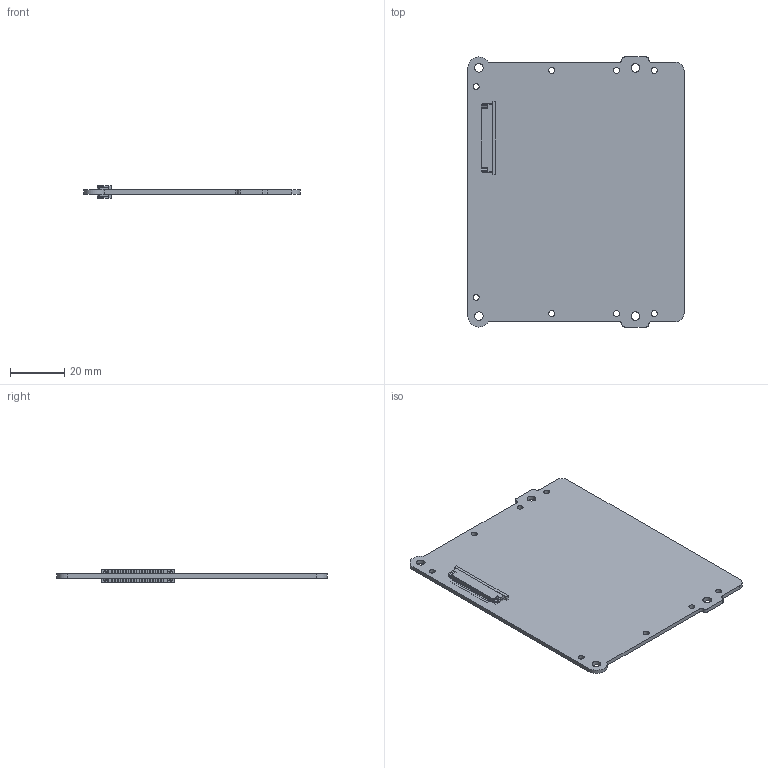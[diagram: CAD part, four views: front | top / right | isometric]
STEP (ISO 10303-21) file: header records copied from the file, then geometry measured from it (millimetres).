
FILE_DESCRIPTION(('KiCad electronic assembly'),'2;1');
FILE_NAME('main.step','2025-07-19T20:04:54',('Pcbnew'),('Kicad'), 'Open CASCADE STEP processor 7.9','KiCad to STEP converter','Unknown' );
FILE_SCHEMA(('AUTOMOTIVE_DESIGN { 1 0 10303 214 1 1 1 1 }'));
Length unit declared in the file: millimetre
Products named in the file (8): main 1; Download_STP_68612014422_rev1; Geh㴳e; Verschluss; Pin1; Pin_rechts; Pin_rechts_mir5; main_PCB
Assembly tree (27 placements, depth 3):
  main 1
    Download_STP_68612014422_rev1  x2
      Geh㴳e
      Verschluss
      Pin1
      Pin_rechts
      Pin_rechts_mir5
    main_PCB
Bounding box: 80 x 100 x 4.68 mm (x, y, z)
Volume: 12228.2 mm3; surface area: 18964.8 mm2
Topology: 49 solids, 49 shells, 2248 faces, 6618 edges, 4352 vertices
Faces by surface type: plane 1340, cylinder 908
Full cylindrical faces by diameter (mm): 2.2 x8, 3.2 x4
Entity records: 19536 total; most frequent: ORIENTED_EDGE 3408, CARTESIAN_POINT 3390, DIRECTION 3266, EDGE_CURVE 1704, LINE 1302, VECTOR 1302, VERTEX_POINT 1106, AXIS2_PLACEMENT_3D 982
